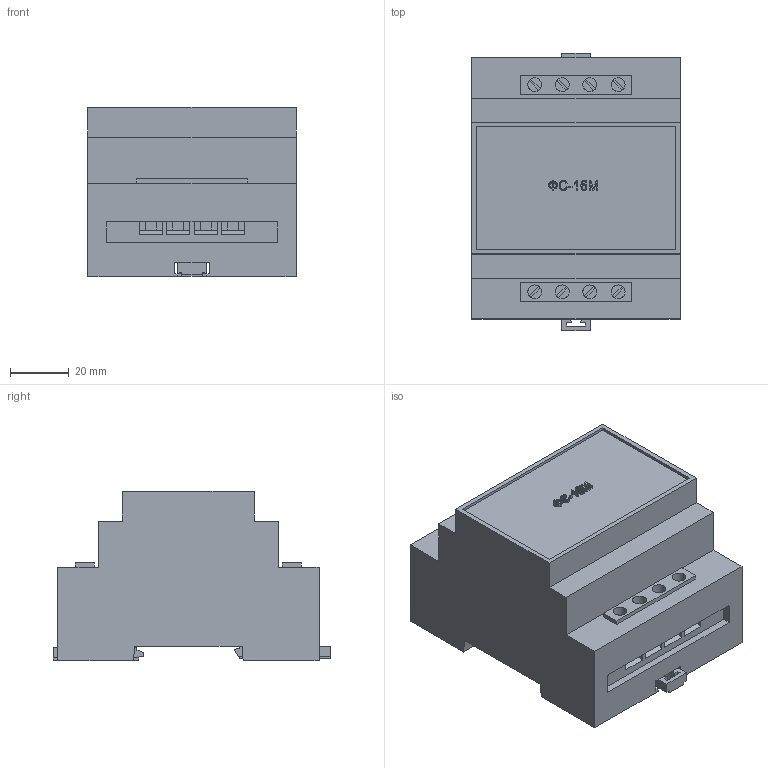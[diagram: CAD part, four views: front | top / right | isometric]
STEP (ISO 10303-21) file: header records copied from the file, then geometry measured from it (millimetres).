
FILE_DESCRIPTION(('STEP AP214'), '1');
FILE_NAME('ﾔﾑ-32ﾌ', '', ('UNSPECIFIED'), ('UNSPECIFIED'), 'ASCON STEP Converter 1.3', 'ASCON Math Kernel', '');
FILE_SCHEMA(('AUTOMOTIVE_DESIGN { 1 0 10303 214 3 1 1}'));
Length unit declared in the file: millimetre
Products named in the file (1): 玹襖.991002.012
Bounding box: 71 x 94.7 x 57.79 mm (x, y, z)
Volume: 283478.7 mm3; surface area: 35016.8 mm2
Topology: 2 solids, 2 shells, 502 faces, 1414 edges, 936 vertices
Faces by surface type: plane 275, cylinder 227
Full cylindrical faces by diameter (mm): 4.7 x8
Entity records: 20358 total; most frequent: DIRECTION 2898, CARTESIAN_POINT 2845, ORIENTED_EDGE 2812, EDGE_CURVE 1406, AXIS2_PLACEMENT_3D 989, VERTEX_POINT 936, LINE 920, VECTOR 920
